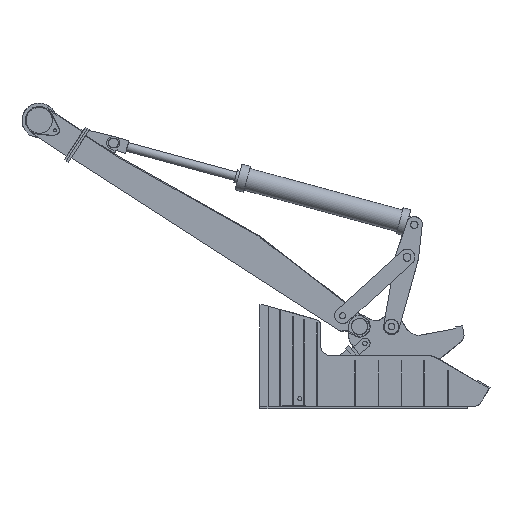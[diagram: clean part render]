
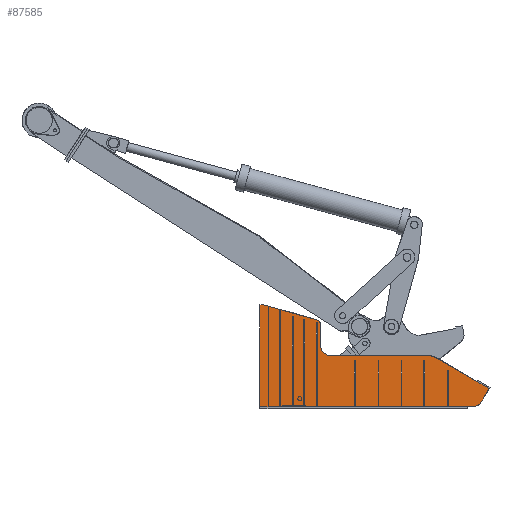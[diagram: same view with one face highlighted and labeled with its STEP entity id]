
A CAD part, front view. The second image highlights one B-rep face of the part: STEP entity #87585.
In plain terms, the highlighted free-form (B-spline) face has degree [1, 1] with [2, 2] control points.
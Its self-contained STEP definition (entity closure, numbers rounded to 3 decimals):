
#87585 = ADVANCED_FACE('',(#87586),#87729,.T.);
#87586 = FACE_BOUND('',#87587,.T.);
#87587 = EDGE_LOOP('',(#87588,#87601,#87612,#87619,#87630,#87641,#87652,
    #87659,#87666,#87677,#87684,#87695,#87702,#87713,#87724));
#87588 = ORIENTED_EDGE('',*,*,#87589,.T.);
#87589 = EDGE_CURVE('',#87590,#87592,#87594,.T.);
#87590 = VERTEX_POINT('',#87591);
#87591 = CARTESIAN_POINT('',(18.49,4.088,
    7.738));
#87592 = VERTEX_POINT('',#87593);
#87593 = CARTESIAN_POINT('',(18.241,4.088,
    7.738));
#87594 = B_SPLINE_CURVE_WITH_KNOTS('',5,(#87595,#87596,#87597,#87598,
    #87599,#87600),.UNSPECIFIED.,.F.,.F.,(6,6),(-44.539,
    -44.335),.PIECEWISE_BEZIER_KNOTS.);
#87595 = CARTESIAN_POINT('',(18.49,4.088,
    7.738));
#87596 = CARTESIAN_POINT('',(18.44,4.088,
    7.738));
#87597 = CARTESIAN_POINT('',(18.39,4.088,
    7.738));
#87598 = CARTESIAN_POINT('',(18.341,4.088,
    7.738));
#87599 = CARTESIAN_POINT('',(18.291,4.088,
    7.738));
#87600 = CARTESIAN_POINT('',(18.241,4.088,
    7.738));
#87601 = ORIENTED_EDGE('',*,*,#87602,.T.);
#87602 = EDGE_CURVE('',#87592,#87603,#87605,.T.);
#87603 = VERTEX_POINT('',#87604);
#87604 = CARTESIAN_POINT('',(18.241,4.088,
    0.162));
#87605 = B_SPLINE_CURVE_WITH_KNOTS('',5,(#87606,#87607,#87608,#87609,
    #87610,#87611),.UNSPECIFIED.,.F.,.F.,(6,6),(-44.335,
    -38.12),.PIECEWISE_BEZIER_KNOTS.);
#87606 = CARTESIAN_POINT('',(18.241,4.088,
    7.738));
#87607 = CARTESIAN_POINT('',(18.241,4.088,
    6.223));
#87608 = CARTESIAN_POINT('',(18.241,4.088,
    4.708));
#87609 = CARTESIAN_POINT('',(18.241,4.088,
    3.192));
#87610 = CARTESIAN_POINT('',(18.241,4.088,
    1.677));
#87611 = CARTESIAN_POINT('',(18.241,4.088,
    0.162));
#87612 = ORIENTED_EDGE('',*,*,#87613,.T.);
#87613 = EDGE_CURVE('',#87603,#87614,#87616,.T.);
#87614 = VERTEX_POINT('',#87615);
#87615 = CARTESIAN_POINT('',(33.658,4.088,
    0.162));
#87616 = B_SPLINE_CURVE_WITH_KNOTS('',1,(#87617,#87618),.UNSPECIFIED.,
  .F.,.F.,(2,2),(-25.427,-12.78),
  .PIECEWISE_BEZIER_KNOTS.);
#87617 = CARTESIAN_POINT('',(18.241,4.088,
    0.162));
#87618 = CARTESIAN_POINT('',(33.658,4.088,
    0.162));
#87619 = ORIENTED_EDGE('',*,*,#87620,.T.);
#87620 = EDGE_CURVE('',#87614,#87621,#87623,.T.);
#87621 = VERTEX_POINT('',#87622);
#87622 = CARTESIAN_POINT('',(33.993,4.088,
    0.162));
#87623 = B_SPLINE_CURVE_WITH_KNOTS('',5,(#87624,#87625,#87626,#87627,
    #87628,#87629),.UNSPECIFIED.,.F.,.F.,(6,6),(-25.473,
    -25.198),.PIECEWISE_BEZIER_KNOTS.);
#87624 = CARTESIAN_POINT('',(33.658,4.088,
    0.162));
#87625 = CARTESIAN_POINT('',(33.725,4.088,
    0.162));
#87626 = CARTESIAN_POINT('',(33.792,4.088,
    0.162));
#87627 = CARTESIAN_POINT('',(33.859,4.088,
    0.162));
#87628 = CARTESIAN_POINT('',(33.926,4.088,
    0.162));
#87629 = CARTESIAN_POINT('',(33.993,4.088,
    0.162));
#87630 = ORIENTED_EDGE('',*,*,#87631,.T.);
#87631 = EDGE_CURVE('',#87621,#87632,#87634,.T.);
#87632 = VERTEX_POINT('',#87633);
#87633 = CARTESIAN_POINT('',(34.784,4.088,
    0.658));
#87634 = B_SPLINE_CURVE_WITH_KNOTS('',5,(#87635,#87636,#87637,#87638,
    #87639,#87640),.UNSPECIFIED.,.F.,.F.,(6,6),(-25.198,
    -24.198),.PIECEWISE_BEZIER_KNOTS.);
#87635 = CARTESIAN_POINT('',(33.993,4.088,
    0.162));
#87636 = CARTESIAN_POINT('',(34.18,4.088,
    0.162));
#87637 = CARTESIAN_POINT('',(34.366,4.088,
    0.162));
#87638 = CARTESIAN_POINT('',(34.591,4.088,
    0.338));
#87639 = CARTESIAN_POINT('',(34.687,4.088,
    0.498));
#87640 = CARTESIAN_POINT('',(34.784,4.088,
    0.658));
#87641 = ORIENTED_EDGE('',*,*,#87642,.T.);
#87642 = EDGE_CURVE('',#87632,#87643,#87645,.T.);
#87643 = VERTEX_POINT('',#87644);
#87644 = CARTESIAN_POINT('',(35.294,4.088,
    1.502));
#87645 = B_SPLINE_CURVE_WITH_KNOTS('',5,(#87646,#87647,#87648,#87649,
    #87650,#87651),.UNSPECIFIED.,.F.,.F.,(6,6),(-24.198,
    -23.389),.PIECEWISE_BEZIER_KNOTS.);
#87646 = CARTESIAN_POINT('',(34.784,4.088,
    0.658));
#87647 = CARTESIAN_POINT('',(34.886,4.088,
    0.827));
#87648 = CARTESIAN_POINT('',(34.988,4.088,
    0.996));
#87649 = CARTESIAN_POINT('',(35.09,4.088,
    1.165));
#87650 = CARTESIAN_POINT('',(35.192,4.088,
    1.333));
#87651 = CARTESIAN_POINT('',(35.294,4.088,
    1.502));
#87652 = ORIENTED_EDGE('',*,*,#87653,.T.);
#87653 = EDGE_CURVE('',#87643,#87654,#87656,.T.);
#87654 = VERTEX_POINT('',#87655);
#87655 = CARTESIAN_POINT('',(34.369,4.088,
    2.045));
#87656 = B_SPLINE_CURVE_WITH_KNOTS('',1,(#87657,#87658),.UNSPECIFIED.,
  .F.,.F.,(2,2),(1.056,1.936),
  .PIECEWISE_BEZIER_KNOTS.);
#87657 = CARTESIAN_POINT('',(35.294,4.088,
    1.502));
#87658 = CARTESIAN_POINT('',(34.369,4.088,
    2.045));
#87659 = ORIENTED_EDGE('',*,*,#87660,.T.);
#87660 = EDGE_CURVE('',#87654,#87661,#87663,.T.);
#87661 = VERTEX_POINT('',#87662);
#87662 = CARTESIAN_POINT('',(31.582,4.088,
    3.68));
#87663 = B_SPLINE_CURVE_WITH_KNOTS('',1,(#87664,#87665),.UNSPECIFIED.,
  .F.,.F.,(2,2),(-22.51,-19.859),
  .PIECEWISE_BEZIER_KNOTS.);
#87664 = CARTESIAN_POINT('',(34.369,4.088,
    2.045));
#87665 = CARTESIAN_POINT('',(31.582,4.088,
    3.68));
#87666 = ORIENTED_EDGE('',*,*,#87667,.T.);
#87667 = EDGE_CURVE('',#87661,#87668,#87670,.T.);
#87668 = VERTEX_POINT('',#87669);
#87669 = CARTESIAN_POINT('',(30.749,4.088,
    3.943));
#87670 = B_SPLINE_CURVE_WITH_KNOTS('',5,(#87671,#87672,#87673,#87674,
    #87675,#87676),.UNSPECIFIED.,.F.,.F.,(6,6),(-19.859,
    -18.859),.PIECEWISE_BEZIER_KNOTS.);
#87671 = CARTESIAN_POINT('',(31.582,4.088,
    3.68));
#87672 = CARTESIAN_POINT('',(31.432,4.088,
    3.769));
#87673 = CARTESIAN_POINT('',(31.281,4.088,
    3.857));
#87674 = CARTESIAN_POINT('',(31.099,4.088,
    3.943));
#87675 = CARTESIAN_POINT('',(30.924,4.088,
    3.943));
#87676 = CARTESIAN_POINT('',(30.749,4.088,
    3.943));
#87677 = ORIENTED_EDGE('',*,*,#87678,.T.);
#87678 = EDGE_CURVE('',#87668,#87679,#87681,.T.);
#87679 = VERTEX_POINT('',#87680);
#87680 = CARTESIAN_POINT('',(23.598,4.088,
    3.943));
#87681 = B_SPLINE_CURVE_WITH_KNOTS('',1,(#87682,#87683),.UNSPECIFIED.,
  .F.,.F.,(2,2),(-18.859,-12.993),
  .PIECEWISE_BEZIER_KNOTS.);
#87682 = CARTESIAN_POINT('',(30.749,4.088,
    3.943));
#87683 = CARTESIAN_POINT('',(23.598,4.088,
    3.943));
#87684 = ORIENTED_EDGE('',*,*,#87685,.T.);
#87685 = EDGE_CURVE('',#87679,#87686,#87688,.T.);
#87686 = VERTEX_POINT('',#87687);
#87687 = CARTESIAN_POINT('',(22.763,4.088,
    4.726));
#87688 = B_SPLINE_CURVE_WITH_KNOTS('',5,(#87689,#87690,#87691,#87692,
    #87693,#87694),.UNSPECIFIED.,.F.,.F.,(6,6),(-12.993,
    -11.993),.PIECEWISE_BEZIER_KNOTS.);
#87689 = CARTESIAN_POINT('',(23.598,4.088,
    3.943));
#87690 = CARTESIAN_POINT('',(23.369,4.088,
    3.943));
#87691 = CARTESIAN_POINT('',(23.14,4.088,
    3.943));
#87692 = CARTESIAN_POINT('',(22.763,4.088,
    4.268));
#87693 = CARTESIAN_POINT('',(22.763,4.088,
    4.497));
#87694 = CARTESIAN_POINT('',(22.763,4.088,
    4.726));
#87695 = ORIENTED_EDGE('',*,*,#87696,.T.);
#87696 = EDGE_CURVE('',#87686,#87697,#87699,.T.);
#87697 = VERTEX_POINT('',#87698);
#87698 = CARTESIAN_POINT('',(22.763,4.088,
    6.221));
#87699 = B_SPLINE_CURVE_WITH_KNOTS('',1,(#87700,#87701),.UNSPECIFIED.,
  .F.,.F.,(2,2),(-11.993,-10.767),
  .PIECEWISE_BEZIER_KNOTS.);
#87700 = CARTESIAN_POINT('',(22.763,4.088,
    4.726));
#87701 = CARTESIAN_POINT('',(22.763,4.088,
    6.221));
#87702 = ORIENTED_EDGE('',*,*,#87703,.T.);
#87703 = EDGE_CURVE('',#87697,#87704,#87706,.T.);
#87704 = VERTEX_POINT('',#87705);
#87705 = CARTESIAN_POINT('',(22.292,4.088,6.679
    ));
#87706 = B_SPLINE_CURVE_WITH_KNOTS('',5,(#87707,#87708,#87709,#87710,
    #87711,#87712),.UNSPECIFIED.,.F.,.F.,(6,6),(-10.767,
    -9.767),.PIECEWISE_BEZIER_KNOTS.);
#87707 = CARTESIAN_POINT('',(22.763,4.088,
    6.221));
#87708 = CARTESIAN_POINT('',(22.763,4.088,
    6.326));
#87709 = CARTESIAN_POINT('',(22.763,4.088,
    6.43));
#87710 = CARTESIAN_POINT('',(22.636,4.088,
    6.574));
#87711 = CARTESIAN_POINT('',(22.535,4.088,
    6.601));
#87712 = CARTESIAN_POINT('',(22.292,4.088,6.679
    ));
#87713 = ORIENTED_EDGE('',*,*,#87714,.T.);
#87714 = EDGE_CURVE('',#87704,#87715,#87717,.T.);
#87715 = VERTEX_POINT('',#87716);
#87716 = CARTESIAN_POINT('',(20.029,4.088,
    7.319));
#87717 = B_SPLINE_CURVE_WITH_KNOTS('',5,(#87718,#87719,#87720,#87721,
    #87722,#87723),.UNSPECIFIED.,.F.,.F.,(6,6),(-9.767,
    -7.728),.PIECEWISE_BEZIER_KNOTS.);
#87718 = CARTESIAN_POINT('',(22.292,4.088,6.679
    ));
#87719 = CARTESIAN_POINT('',(21.796,4.088,
    6.838));
#87720 = CARTESIAN_POINT('',(21.354,4.088,6.958
    ));
#87721 = CARTESIAN_POINT('',(20.913,4.088,
    7.078));
#87722 = CARTESIAN_POINT('',(20.471,4.088,
    7.198));
#87723 = CARTESIAN_POINT('',(20.029,4.088,
    7.319));
#87724 = ORIENTED_EDGE('',*,*,#87725,.T.);
#87725 = EDGE_CURVE('',#87715,#87590,#87726,.T.);
#87726 = B_SPLINE_CURVE_WITH_KNOTS('',1,(#87727,#87728),.UNSPECIFIED.,
  .F.,.F.,(2,2),(-7.728,-6.419),
  .PIECEWISE_BEZIER_KNOTS.);
#87727 = CARTESIAN_POINT('',(20.029,4.088,
    7.319));
#87728 = CARTESIAN_POINT('',(18.49,4.088,
    7.738));
#87729 = B_SPLINE_SURFACE_WITH_KNOTS('',1,1,(
    (#87730,#87731)
    ,(#87732,#87733
    )),.UNSPECIFIED.,.F.,.F.,.F.,(2,2),(2,2),(-0.062,
    6.277),(-0.344,13.925),
  .PIECEWISE_BEZIER_KNOTS.);
#87730 = CARTESIAN_POINT('',(18.071,4.088,
    7.814));
#87731 = CARTESIAN_POINT('',(35.464,4.088,
    7.814));
#87732 = CARTESIAN_POINT('',(18.071,4.088,
    0.086));
#87733 = CARTESIAN_POINT('',(35.464,4.088,
    0.086));
